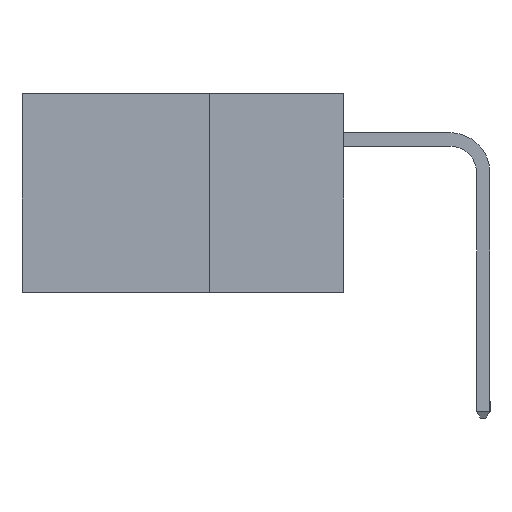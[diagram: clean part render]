
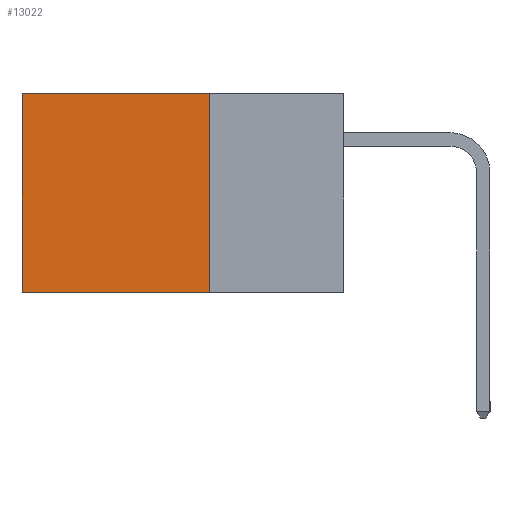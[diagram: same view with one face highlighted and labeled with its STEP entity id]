
A CAD part, left-side view. The second image highlights one B-rep face of the part: STEP entity #13022.
In plain terms, the highlighted planar face has unit normal (-1, 0, 0).
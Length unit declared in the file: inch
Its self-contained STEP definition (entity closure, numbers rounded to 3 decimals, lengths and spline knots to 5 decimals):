
#670 = VERTEX_POINT ( 'NONE', #11555 ) ;
#1177 = EDGE_CURVE ( 'NONE', #670, #5351, #2749, .T. ) ;
#2112 = VECTOR ( 'NONE', #12481, 39.37008 ) ;
#2122 = DIRECTION ( 'NONE',  ( 0., 1., 0. ) ) ;
#2219 = CARTESIAN_POINT ( 'NONE',  ( 0.2615, 0.25, -0.37 ) ) ;
#2393 = CARTESIAN_POINT ( 'NONE',  ( 0.2615, 0.6, 0. ) ) ;
#2749 = LINE ( 'NONE', #9430, #5277 ) ;
#3039 = CARTESIAN_POINT ( 'NONE',  ( 0.2615, 0.25, -0.37 ) ) ;
#3386 = CARTESIAN_POINT ( 'NONE',  ( 0.2615, 0.25, -0.37 ) ) ;
#3415 = EDGE_CURVE ( 'NONE', #8030, #6624, #4194, .T. ) ;
#4194 = LINE ( 'NONE', #2219, #9937 ) ;
#4296 = ORIENTED_EDGE ( 'NONE', *, *, #7717, .F. ) ;
#4498 = DIRECTION ( 'NONE',  ( 0., 0., -1. ) ) ;
#4650 = ORIENTED_EDGE ( 'NONE', *, *, #1177, .T. ) ;
#5277 = VECTOR ( 'NONE', #9234, 39.37008 ) ;
#5351 = VERTEX_POINT ( 'NONE', #2393 ) ;
#5952 = ORIENTED_EDGE ( 'NONE', *, *, #3415, .F. ) ;
#6446 = VECTOR ( 'NONE', #9615, 39.37008 ) ;
#6567 = CARTESIAN_POINT ( 'NONE',  ( 0.2615, 0.25, -0.37 ) ) ;
#6624 = VERTEX_POINT ( 'NONE', #7398 ) ;
#6691 = AXIS2_PLACEMENT_3D ( 'NONE', #3386, #10535, #4498 ) ;
#7398 = CARTESIAN_POINT ( 'NONE',  ( 0.2615, 0.6, -0.37 ) ) ;
#7717 = EDGE_CURVE ( 'NONE', #670, #8030, #11279, .T. ) ;
#7743 = ORIENTED_EDGE ( 'NONE', *, *, #9681, .T. ) ;
#8030 = VERTEX_POINT ( 'NONE', #3039 ) ;
#8583 = PLANE ( 'NONE',  #6691 ) ;
#9082 = LINE ( 'NONE', #12545, #6446 ) ;
#9234 = DIRECTION ( 'NONE',  ( 0., 1., 0. ) ) ;
#9360 = FACE_OUTER_BOUND ( 'NONE', #11684, .T. ) ;
#9430 = CARTESIAN_POINT ( 'NONE',  ( 0.2615, 0.25, 0. ) ) ;
#9615 = DIRECTION ( 'NONE',  ( 0., 0., -1. ) ) ;
#9681 = EDGE_CURVE ( 'NONE', #5351, #6624, #9082, .T. ) ;
#9937 = VECTOR ( 'NONE', #2122, 39.37008 ) ;
#10535 = DIRECTION ( 'NONE',  ( 1., 0., 0. ) ) ;
#11279 = LINE ( 'NONE', #6567, #2112 ) ;
#11555 = CARTESIAN_POINT ( 'NONE',  ( 0.2615, 0.25, 0. ) ) ;
#11684 = EDGE_LOOP ( 'NONE', ( #7743, #5952, #4296, #4650 ) ) ;
#12481 = DIRECTION ( 'NONE',  ( 0., 0., -1. ) ) ;
#12545 = CARTESIAN_POINT ( 'NONE',  ( 0.2615, 0.6, -0.37 ) ) ;
#13022 = ADVANCED_FACE ( 'NONE', ( #9360 ), #8583, .F. ) ;
